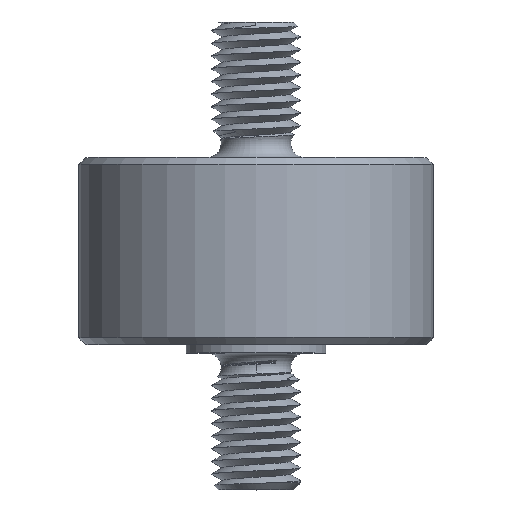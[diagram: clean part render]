
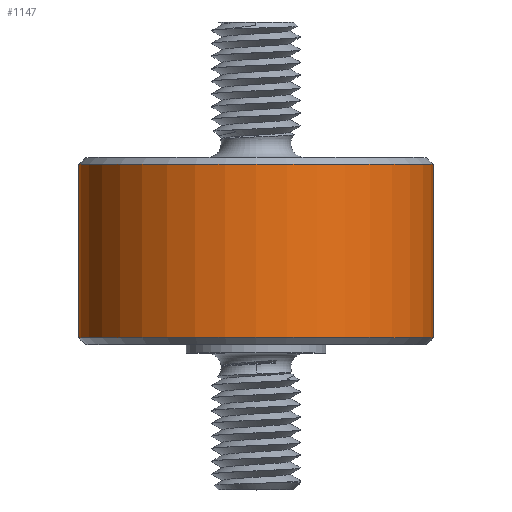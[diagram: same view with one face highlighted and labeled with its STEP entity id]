
A CAD part, top view. The second image highlights one B-rep face of the part: STEP entity #1147.
In plain terms, the highlighted cylindrical face has radius 12.7 mm (diameter 25.4 mm), a full revolution.
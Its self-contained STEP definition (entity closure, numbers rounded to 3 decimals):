
#50=FACE_BOUND('',#161,.T.);
#95=FACE_OUTER_BOUND('',#160,.T.);
#160=EDGE_LOOP('',(#878,#879,#880,#881,#882,#883));
#161=EDGE_LOOP('',(#884,#885));
#218=CIRCLE('',#1229,12.7);
#219=CIRCLE('',#1230,12.7);
#222=CIRCLE('',#1234,12.7);
#223=CIRCLE('',#1235,12.7);
#296=B_SPLINE_CURVE_WITH_KNOTS('',3,(#3111,#3112,#3113,#3114,#3115,#3116,
#3117,#3118,#3119,#3120),.UNSPECIFIED.,.F.,.F.,(4,2,2,2,4),(0.,0.21,
0.421,0.631,0.841),.UNSPECIFIED.);
#297=B_SPLINE_CURVE_WITH_KNOTS('',3,(#3121,#3122,#3123,#3124,#3125,#3126,
#3127,#3128,#3129,#3130,#3131,#3132,#3133,#3134,#3135,#3136,#3137,#3138,
#3139,#3140,#3141,#3142,#3143,#3144,#3145,#3146),.UNSPECIFIED.,.F.,.F.,
(4,2,2,2,2,2,2,2,2,2,2,2,4),(-2.523,-2.313,-2.103,
-1.892,-1.682,-1.472,-1.261,
-1.051,-0.841,-0.631,-0.421,
-0.21,0.),.UNSPECIFIED.);
#328=LINE('',#3166,#401);
#401=VECTOR('',#1458,12.7);
#501=VERTEX_POINT('',#3049);
#502=VERTEX_POINT('',#3050);
#505=VERTEX_POINT('',#3059);
#506=VERTEX_POINT('',#3060);
#525=VERTEX_POINT('',#3108);
#526=VERTEX_POINT('',#3110);
#640=EDGE_CURVE('',#501,#502,#218,.T.);
#641=EDGE_CURVE('',#502,#501,#219,.T.);
#645=EDGE_CURVE('',#505,#506,#222,.T.);
#646=EDGE_CURVE('',#506,#505,#223,.T.);
#670=EDGE_CURVE('',#525,#526,#296,.T.);
#671=EDGE_CURVE('',#526,#525,#297,.T.);
#675=EDGE_CURVE('',#505,#502,#328,.T.);
#878=ORIENTED_EDGE('',*,*,#645,.T.);
#879=ORIENTED_EDGE('',*,*,#646,.T.);
#880=ORIENTED_EDGE('',*,*,#675,.T.);
#881=ORIENTED_EDGE('',*,*,#641,.T.);
#882=ORIENTED_EDGE('',*,*,#640,.T.);
#883=ORIENTED_EDGE('',*,*,#675,.F.);
#884=ORIENTED_EDGE('',*,*,#671,.F.);
#885=ORIENTED_EDGE('',*,*,#670,.F.);
#1116=CYLINDRICAL_SURFACE('',#1261,12.7);
#1147=ADVANCED_FACE('',(#95,#50),#1116,.T.);
#1229=AXIS2_PLACEMENT_3D('',#3051,#1386,#1387);
#1230=AXIS2_PLACEMENT_3D('',#3052,#1388,#1389);
#1234=AXIS2_PLACEMENT_3D('',#3061,#1397,#1398);
#1235=AXIS2_PLACEMENT_3D('',#3062,#1399,#1400);
#1261=AXIS2_PLACEMENT_3D('',#3165,#1456,#1457);
#1386=DIRECTION('center_axis',(0.,-1.,0.));
#1387=DIRECTION('ref_axis',(0.,0.,1.));
#1388=DIRECTION('center_axis',(0.,-1.,0.));
#1389=DIRECTION('ref_axis',(0.,0.,1.));
#1397=DIRECTION('center_axis',(0.,1.,0.));
#1398=DIRECTION('ref_axis',(0.,0.,-1.));
#1399=DIRECTION('center_axis',(0.,1.,0.));
#1400=DIRECTION('ref_axis',(0.,0.,-1.));
#1456=DIRECTION('center_axis',(0.,-1.,0.));
#1457=DIRECTION('ref_axis',(0.,0.,-1.));
#1458=DIRECTION('',(0.,1.,0.));
#3049=CARTESIAN_POINT('',(0.,23.3,-12.7));
#3050=CARTESIAN_POINT('',(0.,23.3,12.7));
#3051=CARTESIAN_POINT('Origin',(0.,23.3,0.));
#3052=CARTESIAN_POINT('Origin',(0.,23.3,0.));
#3059=CARTESIAN_POINT('',(0.,10.9,12.7));
#3060=CARTESIAN_POINT('',(0.,10.9,-12.7));
#3061=CARTESIAN_POINT('Origin',(0.,10.9,0.));
#3062=CARTESIAN_POINT('Origin',(0.,10.9,0.));
#3108=CARTESIAN_POINT('',(5.5,17.1,-11.447));
#3110=CARTESIAN_POINT('',(0.,11.6,-12.7));
#3111=CARTESIAN_POINT('Ctrl Pts',(5.5,17.1,-11.447));
#3112=CARTESIAN_POINT('Ctrl Pts',(5.5,16.399,-11.447));
#3113=CARTESIAN_POINT('Ctrl Pts',(5.358,15.658,-11.519));
#3114=CARTESIAN_POINT('Ctrl Pts',(4.794,14.307,-11.764));
#3115=CARTESIAN_POINT('Ctrl Pts',(4.373,13.694,-11.934));
#3116=CARTESIAN_POINT('Ctrl Pts',(3.406,12.728,-12.245));
#3117=CARTESIAN_POINT('Ctrl Pts',(2.794,12.306,-12.408));
#3118=CARTESIAN_POINT('Ctrl Pts',(1.441,11.742,-12.637));
#3119=CARTESIAN_POINT('Ctrl Pts',(0.7,11.6,-12.7));
#3120=CARTESIAN_POINT('Ctrl Pts',(0.,11.6,-12.7));
#3121=CARTESIAN_POINT('Ctrl Pts',(0.,11.6,-12.7));
#3122=CARTESIAN_POINT('Ctrl Pts',(-0.7,11.6,-12.7));
#3123=CARTESIAN_POINT('Ctrl Pts',(-1.441,11.742,-12.637));
#3124=CARTESIAN_POINT('Ctrl Pts',(-2.794,12.306,-12.408));
#3125=CARTESIAN_POINT('Ctrl Pts',(-3.406,12.728,-12.245));
#3126=CARTESIAN_POINT('Ctrl Pts',(-4.373,13.694,-11.934));
#3127=CARTESIAN_POINT('Ctrl Pts',(-4.794,14.307,-11.764));
#3128=CARTESIAN_POINT('Ctrl Pts',(-5.358,15.658,-11.519));
#3129=CARTESIAN_POINT('Ctrl Pts',(-5.5,16.399,-11.447));
#3130=CARTESIAN_POINT('Ctrl Pts',(-5.5,17.801,-11.447));
#3131=CARTESIAN_POINT('Ctrl Pts',(-5.358,18.542,-11.519));
#3132=CARTESIAN_POINT('Ctrl Pts',(-4.794,19.893,-11.764));
#3133=CARTESIAN_POINT('Ctrl Pts',(-4.373,20.506,-11.934));
#3134=CARTESIAN_POINT('Ctrl Pts',(-3.406,21.472,-12.245));
#3135=CARTESIAN_POINT('Ctrl Pts',(-2.794,21.894,-12.408));
#3136=CARTESIAN_POINT('Ctrl Pts',(-1.441,22.458,-12.637));
#3137=CARTESIAN_POINT('Ctrl Pts',(-0.7,22.6,-12.7));
#3138=CARTESIAN_POINT('Ctrl Pts',(0.7,22.6,-12.7));
#3139=CARTESIAN_POINT('Ctrl Pts',(1.441,22.458,-12.637));
#3140=CARTESIAN_POINT('Ctrl Pts',(2.794,21.894,-12.408));
#3141=CARTESIAN_POINT('Ctrl Pts',(3.406,21.472,-12.245));
#3142=CARTESIAN_POINT('Ctrl Pts',(4.373,20.506,-11.934));
#3143=CARTESIAN_POINT('Ctrl Pts',(4.794,19.893,-11.764));
#3144=CARTESIAN_POINT('Ctrl Pts',(5.358,18.542,-11.519));
#3145=CARTESIAN_POINT('Ctrl Pts',(5.5,17.801,-11.447));
#3146=CARTESIAN_POINT('Ctrl Pts',(5.5,17.1,-11.447));
#3165=CARTESIAN_POINT('Origin',(0.,0.,0.));
#3166=CARTESIAN_POINT('',(0.,0.,12.7));
